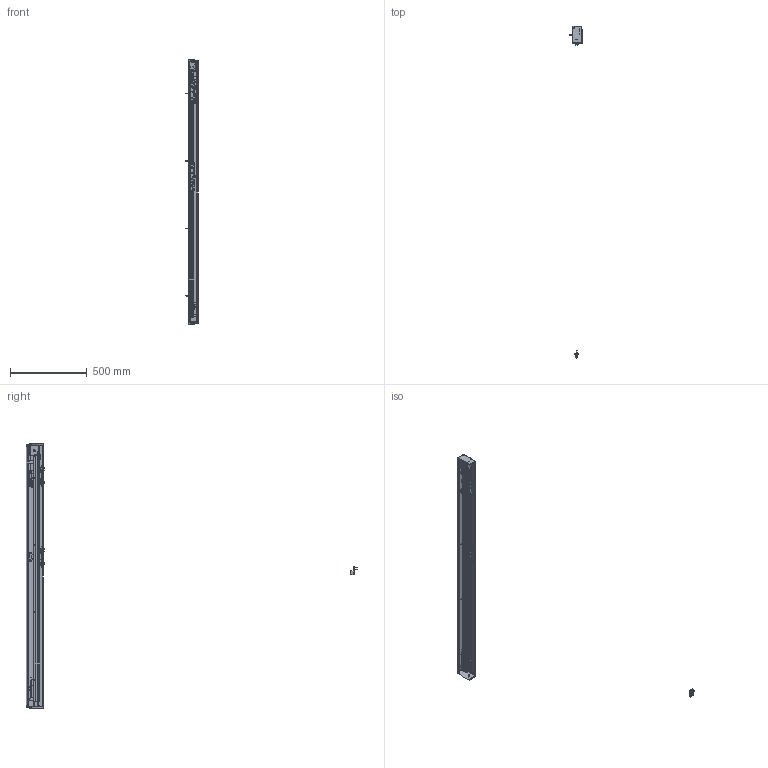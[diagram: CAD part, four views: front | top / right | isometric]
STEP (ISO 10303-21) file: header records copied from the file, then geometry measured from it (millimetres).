
FILE_DESCRIPTION(/* description */ (''),/* implementation_level */ '2;1');
FILE_NAME(/* name */ 'SC-80.stp',/* time_stamp */ '2019-08-22T09:00:39+02:00',/* author */ ('Dominique'),/* organization */ (''),/* preprocessor_version */ 'ST-DEVELOPER v17.2',/* originating_system */ 'Autodesk Inventor 2019',/* authorisation */ '');
FILE_SCHEMA (('AUTOMOTIVE_DESIGN { 1 0 10303 214 3 1 1 }'));
Products named in the file (44): SC-80; 21593; 21581; 21577; 21585-18; 21585-6; 21585-5; 21578; 21585-10; 3012CSC; 21585-14; 21585-15; 21585-16; 1103R; M5x0,8 x 13; DIN 125 - A 3,2; M5x0,8 x 25; rondelle-DIN 125 - A 5,3; M4x0,7 x 10; DIN 125 - A 4,3; M - 4.8x1.6 x 16; AS 1421 - M5x8 Bout conique; 21585_control_device_assemblee; 21585-1P; 21585-1; 21585-1R; 21585-1C; 21597; 21585_hanger; 21585-3; 21585-31; 04007; Vis VBA 4.5x30 Pozi; cable_enrouleur; M5x0,8 x 10-2; 21585-12; 21585_pullspring-3D; 21585-11; 21585-11cable1; M4x0,7 x 8 ...
Assembly tree (75 placements, depth 3):
  SC-80
    21593
    21581
    21577  x2
    21585-18  x2
    21585-6
    21585-5
    21578  x2
    21585-10  x2
    3012CSC
    21585-14
    21585-15
    21585-16
    1103R
    M5x0,8 x 13  x2
    rondelle-DIN 125 - A 5,3  x5
    DIN 125 - A 3,2
    DIN 125 - A 4,3  x4
    M5x0,8 x 25
    M4x0,7 x 10  x2
    M - 4.8x1.6 x 16  x4
    AS 1421 - M5x8 Bout conique
    21585_control_device_assemblee
      21585-1P
      21585-1
      21585-1R
      21585-1C
      21597
    04007  x12
    21585_hanger  x2
      21585-3
      21585-31
    Vis VBA 4.5x30 Pozi  x2
    cable_enrouleur
    M5x0,8 x 10-2  x2
    21585-12
    21585_pullspring-3D
      21585-11
      21585-11cable1
    M4x0,7 x 8  x2
    M3x0,5 x 8  x2
    rondelle-DIN 125 - A 3,2
    20804
    20805
Bounding box: 84.5 x 2167.38 x 1733.99 mm (x, y, z)
Volume: 1396530.3 mm3; surface area: 1260682.3 mm2
Topology: 75 solids, 94 shells, 3472 faces, 9549 edges, 6406 vertices
Faces by surface type: plane 2074, cylinder 981, cone 212, bspline 94, torus 91, sphere 20
Full cylindrical faces by diameter (mm): 0.5 x2, 0.8 x1, 1 x2, 2 x40, 2.459 x2, 2.7 x4, 3 x3, 3.2 x2, 3.242 x2, 4 x5, 4.134 x14, 4.2 x2, 4.3 x4, 4.4 x2, 4.5 x145, 4.7 x2, 4.8 x4, 5 x8, 5.2 x6, 5.3 x5, 5.4 x2, 5.5 x12, 5.7 x2, 6 x11, 7 x2, 8 x3, 8.3 x1, 8.5 x2, 8.75 x12, 9 x4
Entity records: 84908 total; most frequent: CARTESIAN_POINT 24287, ORIENTED_EDGE 12326, DIRECTION 12209, EDGE_CURVE 6163, AXIS2_PLACEMENT_3D 4151, VERTEX_POINT 4134, LINE 3907, VECTOR 3907
